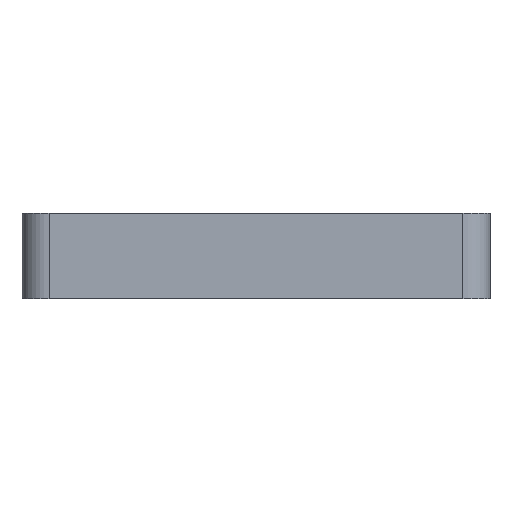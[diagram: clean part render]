
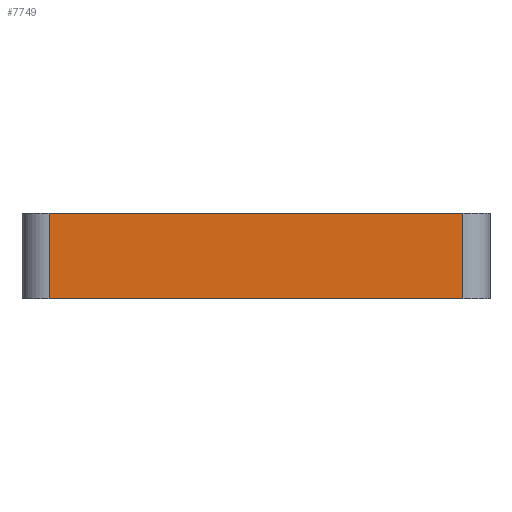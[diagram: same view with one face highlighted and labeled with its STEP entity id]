
A CAD part, left-side view. The second image highlights one B-rep face of the part: STEP entity #7749.
In plain terms, the highlighted planar face has unit normal (-1, 0, 0).
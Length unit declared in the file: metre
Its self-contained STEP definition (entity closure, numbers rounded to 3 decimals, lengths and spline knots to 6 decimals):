
#1079=ORIENTED_EDGE('',*,*,#3474,.F.);
#1080=ORIENTED_EDGE('',*,*,#3475,.T.);
#1081=ORIENTED_EDGE('',*,*,#3476,.T.);
#1082=ORIENTED_EDGE('',*,*,#3477,.T.);
#3474=EDGE_CURVE('',#4671,#4672,#5284,.T.);
#3475=EDGE_CURVE('',#4671,#4673,#5285,.T.);
#3476=EDGE_CURVE('',#4673,#4674,#5286,.T.);
#3477=EDGE_CURVE('',#4674,#4672,#5287,.F.);
#4671=VERTEX_POINT('',#11510);
#4672=VERTEX_POINT('',#11511);
#4673=VERTEX_POINT('',#11513);
#4674=VERTEX_POINT('',#11515);
#5284=LINE('',#11509,#6012);
#5285=LINE('',#11512,#6013);
#5286=LINE('',#11514,#6014);
#5287=LINE('',#11516,#6015);
#6012=VECTOR('',#9115,1.);
#6013=VECTOR('',#9116,1.);
#6014=VECTOR('',#9117,1.);
#6015=VECTOR('',#9118,1.);
#6598=EDGE_LOOP('',(#1079,#1080,#1081,#1082));
#7084=FACE_BOUND('',#6598,.T.);
#7547=PLANE('',#8292);
#7749=ADVANCED_FACE('',(#7084),#7547,.F.);
#8292=AXIS2_PLACEMENT_3D('',#11508,#9113,#9114);
#9113=DIRECTION('',(1.,0.,0.));
#9114=DIRECTION('',(0.,0.,-1.));
#9115=DIRECTION('',(0.,-1.,0.));
#9116=DIRECTION('',(0.,0.,-1.));
#9117=DIRECTION('',(0.,-1.,0.));
#9118=DIRECTION('',(0.,0.,-1.));
#11508=CARTESIAN_POINT('',(-0.072048,0.,0.004));
#11509=CARTESIAN_POINT('',(-0.072048,0.,0.016));
#11510=CARTESIAN_POINT('',(-0.072048,0.038718,0.016));
#11511=CARTESIAN_POINT('',(-0.072048,-0.038718,0.016));
#11512=CARTESIAN_POINT('',(-0.072048,0.038718,0.004));
#11513=CARTESIAN_POINT('',(-0.072048,0.038718,0.));
#11514=CARTESIAN_POINT('',(-0.072048,0.,0.));
#11515=CARTESIAN_POINT('',(-0.072048,-0.038718,0.));
#11516=CARTESIAN_POINT('',(-0.072048,-0.038718,0.016));
